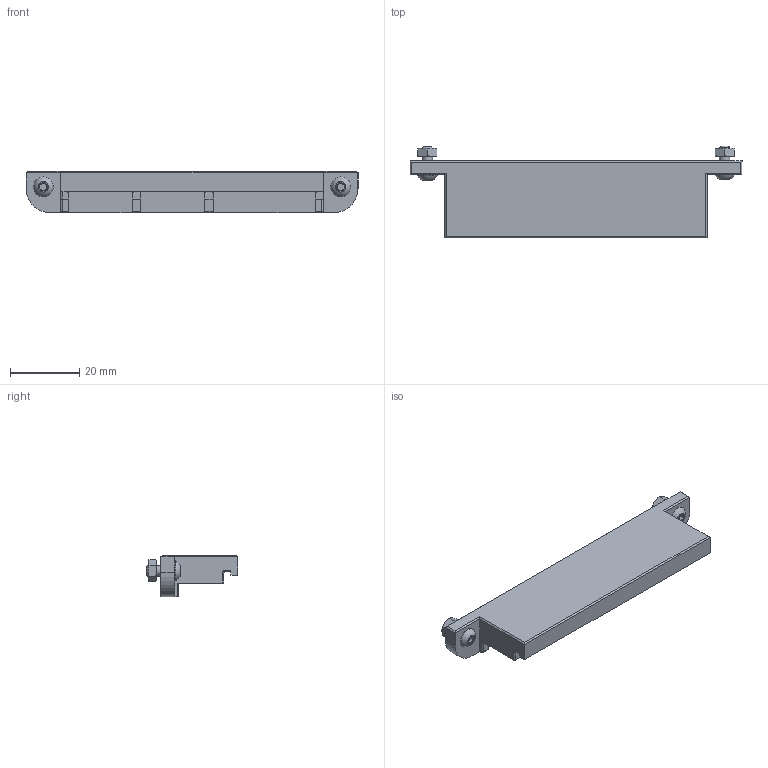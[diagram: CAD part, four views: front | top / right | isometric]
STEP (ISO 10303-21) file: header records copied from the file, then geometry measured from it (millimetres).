
FILE_DESCRIPTION(/* description */ (''),/* implementation_level */ '2;1');
FILE_NAME(/* name */ 'WAGO_221-5G3L3N_1515.step',/* time_stamp */ '2023-03-06T13:21:22-08:00',/* author */ (''),/* organization */ (''),/* preprocessor_version */ 'ST-DEVELOPER v19.2',/* originating_system */ 'Autodesk Translation Framework v11.17.0.187',/* authorisation */ '');
FILE_SCHEMA (('AUTOMOTIVE_DESIGN { 1 0 10303 214 3 1 1 }'));
Length unit declared in the file: millimetre
Products named in the file (3): WAGO_221-413_1515; M3x8 BHCS; M3 Hexnut
Assembly tree (4 placements, depth 2):
  WAGO_221-413_1515
    M3 Hexnut  x2
    M3x8 BHCS  x2
Bounding box: 95.66 x 26.44 x 12 mm (x, y, z)
Volume: 10931.5 mm3; surface area: 7220.4 mm2
Topology: 5 solids, 5 shells, 190 faces, 457 edges, 283 vertices
Faces by surface type: plane 120, cone 42, cylinder 23, sphere 4, torus 1
Full cylindrical faces by diameter (mm): 3 x4, 3.4 x2, 5.7 x2
Entity records: 4449 total; most frequent: CARTESIAN_POINT 822, ORIENTED_EDGE 746, DIRECTION 716, EDGE_CURVE 373, LINE 278, VECTOR 278, VERTEX_POINT 235, AXIS2_PLACEMENT_3D 219
